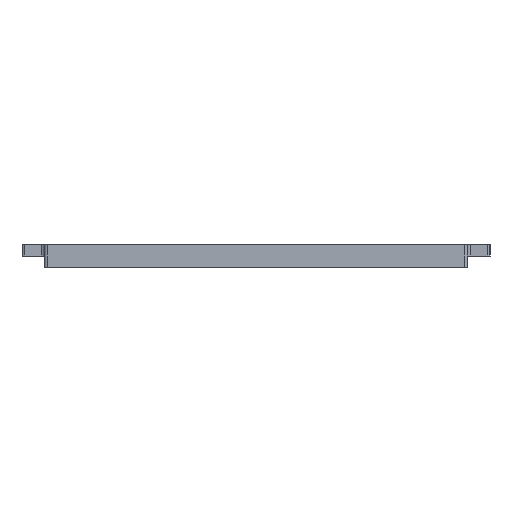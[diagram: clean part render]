
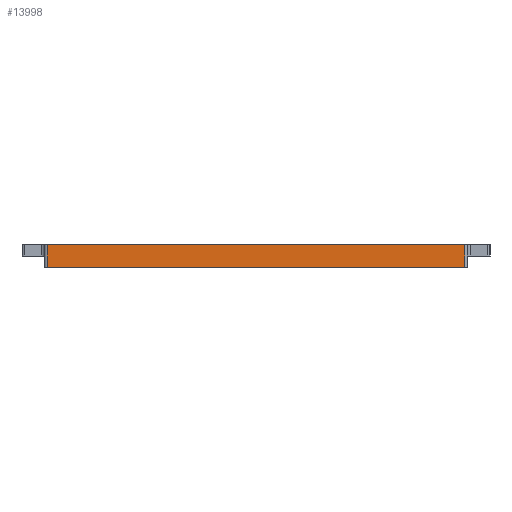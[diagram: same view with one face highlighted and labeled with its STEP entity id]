
A CAD part, left-side view. The second image highlights one B-rep face of the part: STEP entity #13998.
In plain terms, the highlighted planar face has unit normal (-1, 0, 0).
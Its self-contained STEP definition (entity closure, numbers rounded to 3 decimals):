
#120=PLANE('',#15089);
#849=FACE_OUTER_BOUND('',#1636,.T.);
#1636=EDGE_LOOP('',(#10893,#10894,#10895,#10896));
#2305=LINE('',#19759,#4023);
#2353=LINE('',#19885,#4071);
#2762=LINE('',#20969,#4480);
#3016=LINE('',#21905,#4734);
#4023=VECTOR('',#15814,10.);
#4071=VECTOR('',#15894,10.);
#4480=VECTOR('',#16577,10.);
#4734=VECTOR('',#17337,10.);
#6153=VERTEX_POINT('',#19752);
#6156=VERTEX_POINT('',#19757);
#6218=VERTEX_POINT('',#19883);
#6756=VERTEX_POINT('',#20968);
#7578=EDGE_CURVE('',#6156,#6153,#2305,.T.);
#7641=EDGE_CURVE('',#6218,#6156,#2353,.T.);
#8182=EDGE_CURVE('',#6153,#6756,#2762,.T.);
#8656=EDGE_CURVE('',#6756,#6218,#3016,.T.);
#10893=ORIENTED_EDGE('',*,*,#7578,.F.);
#10894=ORIENTED_EDGE('',*,*,#7641,.F.);
#10895=ORIENTED_EDGE('',*,*,#8656,.F.);
#10896=ORIENTED_EDGE('',*,*,#8182,.F.);
#13998=ADVANCED_FACE('',(#849),#120,.T.);
#15089=AXIS2_PLACEMENT_3D('',#21906,#17338,#17339);
#15814=DIRECTION('',(0.,0.,1.));
#15894=DIRECTION('',(0.,1.,0.));
#16577=DIRECTION('',(0.,-1.,0.));
#17337=DIRECTION('',(0.,0.,-1.));
#17338=DIRECTION('center_axis',(-1.,0.,0.));
#17339=DIRECTION('ref_axis',(0.,-1.,0.));
#19752=CARTESIAN_POINT('',(0.,-0.5,1.5));
#19757=CARTESIAN_POINT('',(0.,-0.5,-2.5));
#19759=CARTESIAN_POINT('',(0.,-0.5,0.));
#19883=CARTESIAN_POINT('',(0.,-75.7,-2.5));
#19885=CARTESIAN_POINT('',(0.,-76.2,-2.5));
#20968=CARTESIAN_POINT('',(0.,-75.7,1.5));
#20969=CARTESIAN_POINT('',(0.,0.,1.5));
#21905=CARTESIAN_POINT('',(0.,-75.7,0.));
#21906=CARTESIAN_POINT('Origin',(0.,0.,0.));
